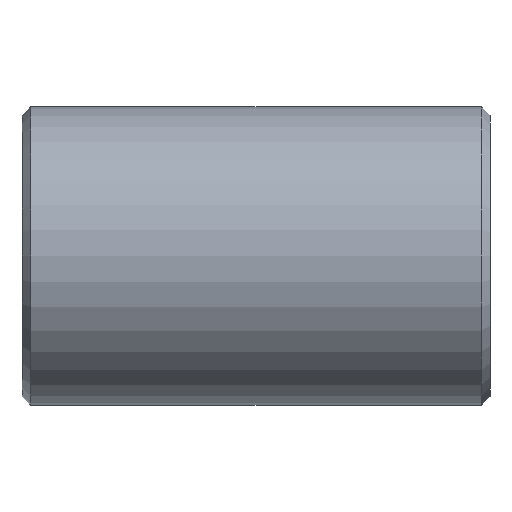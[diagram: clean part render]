
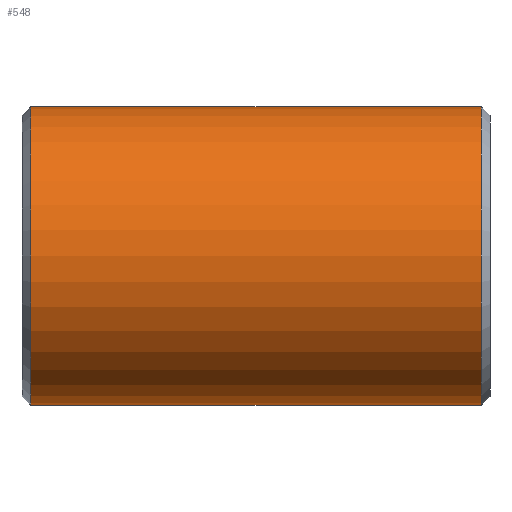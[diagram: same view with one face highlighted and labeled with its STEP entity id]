
A CAD part, front view. The second image highlights one B-rep face of the part: STEP entity #548.
In plain terms, the highlighted cylindrical face has radius 161.925 mm (diameter 323.85 mm), a partial arc.
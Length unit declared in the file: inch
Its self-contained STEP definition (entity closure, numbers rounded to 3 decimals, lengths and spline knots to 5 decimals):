
#12 = ORIENTED_EDGE ( 'NONE', *, *, #158, .F. ) ;
#33 = LINE ( 'NONE', #320, #296 ) ;
#34 = CARTESIAN_POINT ( 'NONE',  ( 9.625, 0., -6.375 ) ) ;
#67 = ORIENTED_EDGE ( 'NONE', *, *, #283, .T. ) ;
#89 = CARTESIAN_POINT ( 'NONE',  ( -9.625, 0., 6.375 ) ) ;
#100 = VECTOR ( 'NONE', #280, 39.37008 ) ;
#123 = EDGE_CURVE ( 'NONE', #428, #574, #591, .T. ) ;
#158 = EDGE_CURVE ( 'NONE', #256, #428, #409, .T. ) ;
#161 = DIRECTION ( 'NONE',  ( 0., 0., 1. ) ) ;
#187 = VERTEX_POINT ( 'NONE', #89 ) ;
#188 = DIRECTION ( 'NONE',  ( -1., 0., 0. ) ) ;
#196 = VERTEX_POINT ( 'NONE', #504 ) ;
#197 = DIRECTION ( 'NONE',  ( 0., 0., -1. ) ) ;
#203 = LINE ( 'NONE', #381, #291 ) ;
#237 = CARTESIAN_POINT ( 'NONE',  ( 10., 0., -6.375 ) ) ;
#240 = CARTESIAN_POINT ( 'NONE',  ( 10., 0., -6.375 ) ) ;
#241 = FACE_OUTER_BOUND ( 'NONE', #535, .T. ) ;
#253 = ORIENTED_EDGE ( 'NONE', *, *, #259, .T. ) ;
#256 = VERTEX_POINT ( 'NONE', #34 ) ;
#259 = EDGE_CURVE ( 'NONE', #256, #196, #586, .T. ) ;
#272 = AXIS2_PLACEMENT_3D ( 'NONE', #285, #511, #281 ) ;
#275 = EDGE_CURVE ( 'NONE', #187, #574, #326, .T. ) ;
#280 = DIRECTION ( 'NONE',  ( -1., 0., 0. ) ) ;
#281 = DIRECTION ( 'NONE',  ( 0., 0., 1. ) ) ;
#283 = EDGE_CURVE ( 'NONE', #196, #299, #33, .T. ) ;
#285 = CARTESIAN_POINT ( 'NONE',  ( 10., 0., 0. ) ) ;
#287 = CARTESIAN_POINT ( 'NONE',  ( -9.625, 0., -6.375 ) ) ;
#291 = VECTOR ( 'NONE', #565, 39.37008 ) ;
#296 = VECTOR ( 'NONE', #505, 39.37008 ) ;
#299 = VERTEX_POINT ( 'NONE', #359 ) ;
#300 = VECTOR ( 'NONE', #419, 39.37008 ) ;
#309 = CARTESIAN_POINT ( 'NONE',  ( 0., 0., -6.375 ) ) ;
#320 = CARTESIAN_POINT ( 'NONE',  ( 10., 0., 6.375 ) ) ;
#326 = CIRCLE ( 'NONE', #555, 6.375 ) ;
#334 = ORIENTED_EDGE ( 'NONE', *, *, #123, .F. ) ;
#359 = CARTESIAN_POINT ( 'NONE',  ( 0., 0., 6.375 ) ) ;
#381 = CARTESIAN_POINT ( 'NONE',  ( 10., 0., 6.375 ) ) ;
#390 = CARTESIAN_POINT ( 'NONE',  ( -9.625, 0., 0. ) ) ;
#409 = LINE ( 'NONE', #240, #300 ) ;
#419 = DIRECTION ( 'NONE',  ( -1., 0., 0. ) ) ;
#428 = VERTEX_POINT ( 'NONE', #309 ) ;
#432 = AXIS2_PLACEMENT_3D ( 'NONE', #509, #188, #197 ) ;
#439 = ORIENTED_EDGE ( 'NONE', *, *, #583, .T. ) ;
#491 = ORIENTED_EDGE ( 'NONE', *, *, #275, .T. ) ;
#504 = CARTESIAN_POINT ( 'NONE',  ( 9.625, 0., 6.375 ) ) ;
#505 = DIRECTION ( 'NONE',  ( -1., 0., 0. ) ) ;
#509 = CARTESIAN_POINT ( 'NONE',  ( 9.625, 0., 0. ) ) ;
#511 = DIRECTION ( 'NONE',  ( -1., 0., 0. ) ) ;
#515 = CYLINDRICAL_SURFACE ( 'NONE', #272, 6.375 ) ;
#535 = EDGE_LOOP ( 'NONE', ( #12, #253, #67, #439, #491, #334 ) ) ;
#548 = ADVANCED_FACE ( 'NONE', ( #241 ), #515, .T. ) ;
#555 = AXIS2_PLACEMENT_3D ( 'NONE', #390, #573, #161 ) ;
#565 = DIRECTION ( 'NONE',  ( -1., 0., 0. ) ) ;
#573 = DIRECTION ( 'NONE',  ( 1., 0., 0. ) ) ;
#574 = VERTEX_POINT ( 'NONE', #287 ) ;
#583 = EDGE_CURVE ( 'NONE', #299, #187, #203, .T. ) ;
#586 = CIRCLE ( 'NONE', #432, 6.375 ) ;
#591 = LINE ( 'NONE', #237, #100 ) ;
